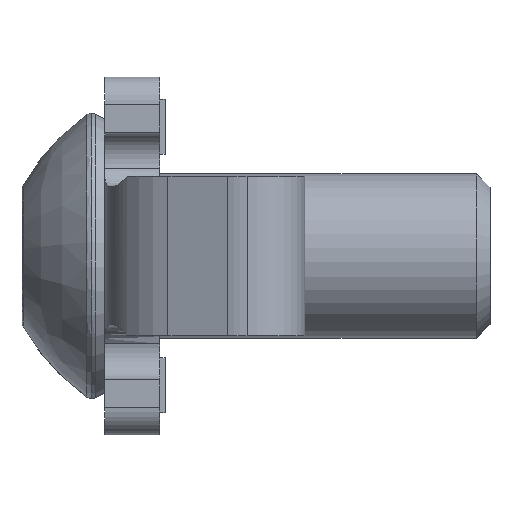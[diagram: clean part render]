
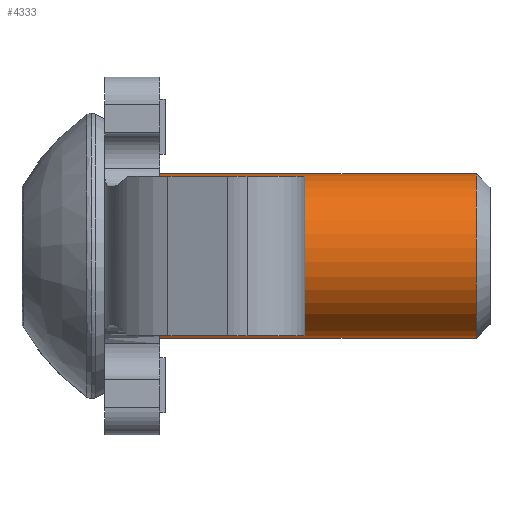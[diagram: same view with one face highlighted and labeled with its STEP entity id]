
A CAD part, left-side view. The second image highlights one B-rep face of the part: STEP entity #4333.
In plain terms, the highlighted cylindrical face has radius 3 mm (diameter 6 mm), a partial arc.
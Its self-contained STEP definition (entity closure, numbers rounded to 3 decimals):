
#101 = VERTEX_POINT ( 'NONE', #521 ) ;
#191 = EDGE_LOOP ( 'NONE', ( #4144, #2146, #3148, #1650 ) ) ;
#457 = DIRECTION ( 'NONE',  ( 0., 1., 0. ) ) ;
#521 = CARTESIAN_POINT ( 'NONE',  ( -0.287, 4.402, -2.986 ) ) ;
#567 = LINE ( 'NONE', #2446, #808 ) ;
#634 = EDGE_CURVE ( 'NONE', #1434, #101, #4693, .T. ) ;
#808 = VECTOR ( 'NONE', #6100, 1000. ) ;
#913 = LINE ( 'NONE', #2951, #3678 ) ;
#1158 = CARTESIAN_POINT ( 'NONE',  ( 0., -9.098, 0. ) ) ;
#1434 = VERTEX_POINT ( 'NONE', #1628 ) ;
#1479 = AXIS2_PLACEMENT_3D ( 'NONE', #1158, #3218, #5247 ) ;
#1628 = CARTESIAN_POINT ( 'NONE',  ( 0.287, 4.402, 2.986 ) ) ;
#1650 = ORIENTED_EDGE ( 'NONE', *, *, #634, .T. ) ;
#1660 = DIRECTION ( 'NONE',  ( 0.096, 0., 0.995 ) ) ;
#1898 = CIRCLE ( 'NONE', #1479, 3. ) ;
#2146 = ORIENTED_EDGE ( 'NONE', *, *, #5845, .T. ) ;
#2185 = DIRECTION ( 'NONE',  ( 0., 1., 0. ) ) ;
#2285 = EDGE_CURVE ( 'NONE', #2593, #101, #913, .T. ) ;
#2446 = CARTESIAN_POINT ( 'NONE',  ( 0.287, 8.148, 2.986 ) ) ;
#2593 = VERTEX_POINT ( 'NONE', #4987 ) ;
#2630 = AXIS2_PLACEMENT_3D ( 'NONE', #3184, #2185, #4137 ) ;
#2731 = CARTESIAN_POINT ( 'NONE',  ( 0., 4.402, 0. ) ) ;
#2951 = CARTESIAN_POINT ( 'NONE',  ( -0.287, 8.148, -2.986 ) ) ;
#3110 = AXIS2_PLACEMENT_3D ( 'NONE', #2731, #4771, #1660 ) ;
#3148 = ORIENTED_EDGE ( 'NONE', *, *, #3972, .T. ) ;
#3184 = CARTESIAN_POINT ( 'NONE',  ( 0., 8.148, 0. ) ) ;
#3218 = DIRECTION ( 'NONE',  ( 0., 1., 0. ) ) ;
#3678 = VECTOR ( 'NONE', #457, 1000. ) ;
#3749 = VERTEX_POINT ( 'NONE', #5900 ) ;
#3972 = EDGE_CURVE ( 'NONE', #3749, #1434, #567, .T. ) ;
#4137 = DIRECTION ( 'NONE',  ( 0.096, 0., 0.995 ) ) ;
#4144 = ORIENTED_EDGE ( 'NONE', *, *, #2285, .F. ) ;
#4333 = ADVANCED_FACE ( 'NONE', ( #4737 ), #6381, .T. ) ;
#4693 = CIRCLE ( 'NONE', #3110, 3. ) ;
#4737 = FACE_OUTER_BOUND ( 'NONE', #191, .T. ) ;
#4771 = DIRECTION ( 'NONE',  ( 0., -1., 0. ) ) ;
#4987 = CARTESIAN_POINT ( 'NONE',  ( -0.287, -9.098, -2.986 ) ) ;
#5247 = DIRECTION ( 'NONE',  ( 0.096, 0., 0.995 ) ) ;
#5845 = EDGE_CURVE ( 'NONE', #2593, #3749, #1898, .T. ) ;
#5900 = CARTESIAN_POINT ( 'NONE',  ( 0.287, -9.098, 2.986 ) ) ;
#6100 = DIRECTION ( 'NONE',  ( 0., 1., 0. ) ) ;
#6381 = CYLINDRICAL_SURFACE ( 'NONE', #2630, 3. ) ;
